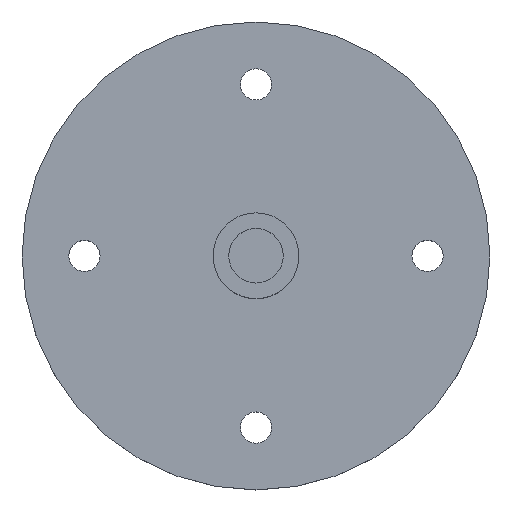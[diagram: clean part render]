
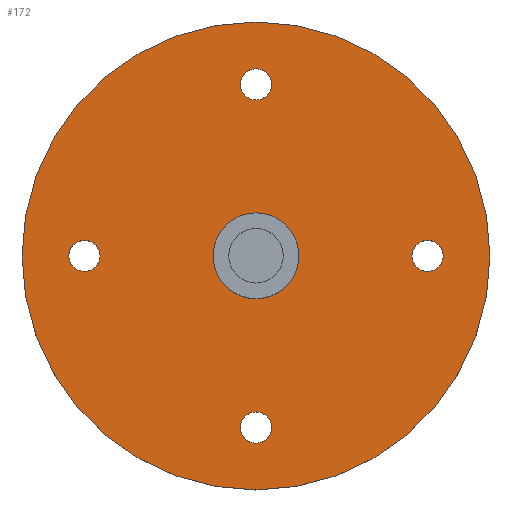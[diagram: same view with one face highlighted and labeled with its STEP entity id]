
A CAD part, top view. The second image highlights one B-rep face of the part: STEP entity #172.
In plain terms, the highlighted planar face has unit normal (0, 0, 1).
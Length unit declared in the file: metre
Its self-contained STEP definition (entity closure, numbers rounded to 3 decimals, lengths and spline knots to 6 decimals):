
#13=PLANE('',#203);
#23=ORIENTED_EDGE('',*,*,#54,.F.);
#24=ORIENTED_EDGE('',*,*,#55,.F.);
#25=ORIENTED_EDGE('',*,*,#56,.F.);
#26=ORIENTED_EDGE('',*,*,#57,.F.);
#27=ORIENTED_EDGE('',*,*,#49,.F.);
#28=ORIENTED_EDGE('',*,*,#52,.T.);
#49=EDGE_CURVE('',#65,#65,#81,.T.);
#52=EDGE_CURVE('',#68,#68,#84,.T.);
#54=EDGE_CURVE('',#70,#70,#86,.T.);
#55=EDGE_CURVE('',#71,#71,#87,.T.);
#56=EDGE_CURVE('',#72,#72,#88,.T.);
#57=EDGE_CURVE('',#73,#73,#89,.T.);
#65=VERTEX_POINT('',#287);
#68=VERTEX_POINT('',#295);
#70=VERTEX_POINT('',#300);
#71=VERTEX_POINT('',#302);
#72=VERTEX_POINT('',#304);
#73=VERTEX_POINT('',#306);
#81=CIRCLE('',#196,0.0055);
#84=CIRCLE('',#201,0.03);
#86=CIRCLE('',#204,0.002);
#87=CIRCLE('',#205,0.002);
#88=CIRCLE('',#206,0.002);
#89=CIRCLE('',#207,0.002);
#103=EDGE_LOOP('',(#23));
#104=EDGE_LOOP('',(#24));
#105=EDGE_LOOP('',(#25));
#106=EDGE_LOOP('',(#26));
#107=EDGE_LOOP('',(#27));
#108=EDGE_LOOP('',(#28));
#135=FACE_BOUND('',#103,.T.);
#136=FACE_BOUND('',#104,.T.);
#137=FACE_BOUND('',#105,.T.);
#138=FACE_BOUND('',#106,.T.);
#139=FACE_BOUND('',#107,.T.);
#140=FACE_BOUND('',#108,.T.);
#172=ADVANCED_FACE('',(#135,#136,#137,#138,#139,#140),#13,.T.);
#196=AXIS2_PLACEMENT_3D('',#286,#228,#229);
#201=AXIS2_PLACEMENT_3D('',#294,#238,#239);
#203=AXIS2_PLACEMENT_3D('',#298,#242,#243);
#204=AXIS2_PLACEMENT_3D('',#299,#244,#245);
#205=AXIS2_PLACEMENT_3D('',#301,#246,#247);
#206=AXIS2_PLACEMENT_3D('',#303,#248,#249);
#207=AXIS2_PLACEMENT_3D('',#305,#250,#251);
#228=DIRECTION('',(0.,0.,1.));
#229=DIRECTION('',(1.,0.,0.));
#238=DIRECTION('',(0.,0.,1.));
#239=DIRECTION('',(1.,0.,0.));
#242=DIRECTION('',(0.,0.,1.));
#243=DIRECTION('',(1.,0.,0.));
#244=DIRECTION('',(0.,0.,1.));
#245=DIRECTION('',(1.,0.,0.));
#246=DIRECTION('',(0.,0.,1.));
#247=DIRECTION('',(1.,0.,0.));
#248=DIRECTION('',(0.,0.,1.));
#249=DIRECTION('',(1.,0.,0.));
#250=DIRECTION('',(0.,0.,1.));
#251=DIRECTION('',(1.,0.,0.));
#286=CARTESIAN_POINT('',(0.,0.,0.004));
#287=CARTESIAN_POINT('',(0.0055,0.,0.004));
#294=CARTESIAN_POINT('',(0.,0.,0.004));
#295=CARTESIAN_POINT('',(0.03,0.,0.004));
#298=CARTESIAN_POINT('',(0.,0.,0.004));
#299=CARTESIAN_POINT('',(0.022,0.,0.004));
#300=CARTESIAN_POINT('',(0.024,0.,0.004));
#301=CARTESIAN_POINT('',(0.,0.022,0.004));
#302=CARTESIAN_POINT('',(0.002,0.022,0.004));
#303=CARTESIAN_POINT('',(-0.022,0.,0.004));
#304=CARTESIAN_POINT('',(-0.02,0.,0.004));
#305=CARTESIAN_POINT('',(0.,-0.022,0.004));
#306=CARTESIAN_POINT('',(0.002,-0.022,0.004));
